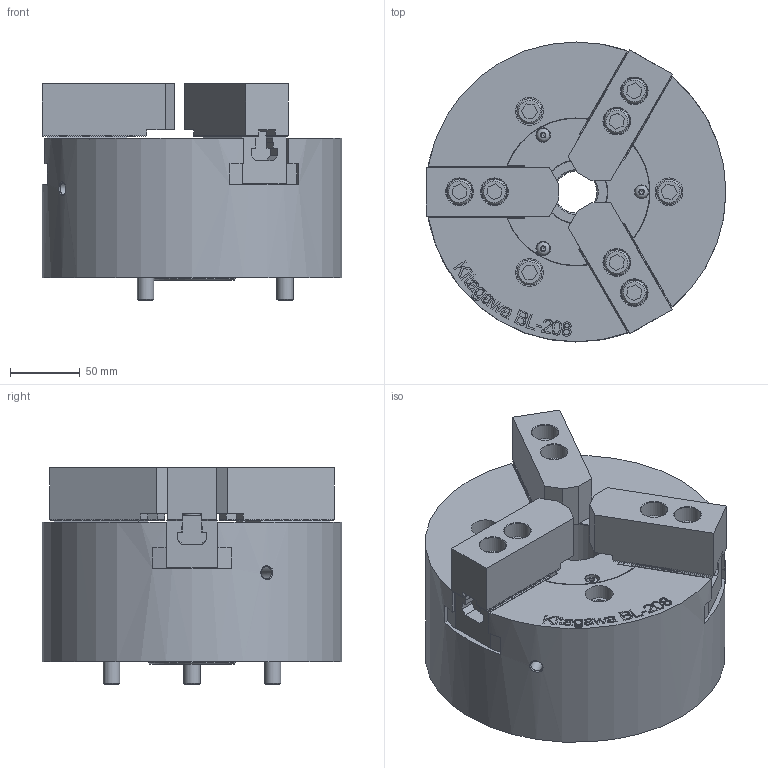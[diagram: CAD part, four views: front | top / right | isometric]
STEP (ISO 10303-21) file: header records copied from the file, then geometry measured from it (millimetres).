
FILE_DESCRIPTION(/* description */ ('Unknown'),/* implementation_level */ '2;1');
FILE_NAME(/* name */ 'BL208-Solid',/* time_stamp */ '2019-08-13T15:38:56+01:00',/* author */ ('Unknown'),/* organization */ ('Unknown'),/* preprocessor_version */ 'ST-DEVELOPER v16.7',/* originating_system */ 'DEX',/* authorisation */ $);
FILE_SCHEMA (('AUTOMOTIVE_DESIGN {1 0 10303 214 3 1 1}'));
Products named in the file (1): BL208-Solid
Bounding box: 215 x 215 x 155.2 mm (x, y, z)
Volume: 3550631 mm3; surface area: 313498.3 mm2
Topology: 1 solids, 15 shells, 2936 faces, 9902 edges, 6113 vertices
Faces by surface type: plane 2117, cylinder 658, cone 88, bspline 61, torus 9, sphere 3
Full cylindrical faces by diameter (mm): 4.2 x3, 4.826 x3, 5.2 x3, 5.5 x3, 8.5 x2, 9.5 x3, 10 x3, 10.3 x6, 11.701 x9, 13 x6, 13.5 x3, 18 x9, 19 x6, 20 x3, 30 x1, 45 x1, 49 x2, 53 x1, 55.5 x1, 63 x1, 70 x2, 75 x1, 76 x1, 83 x2, 92 x2, 170 x1, 215 x1
Entity records: 107344 total; most frequent: CARTESIAN_POINT 21220, ORIENTED_EDGE 19280, DIRECTION 16770, EDGE_CURVE 9640, LINE 8000, VECTOR 8000, VERTEX_POINT 6033, AXIS2_PLACEMENT_3D 4385
